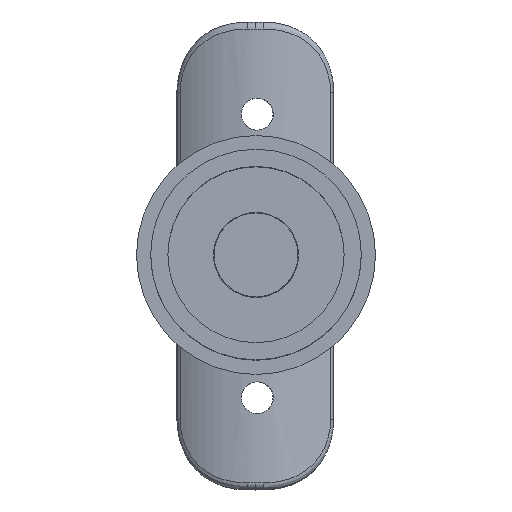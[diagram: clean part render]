
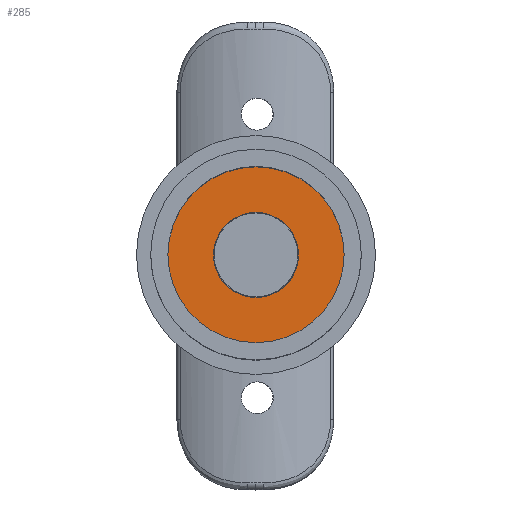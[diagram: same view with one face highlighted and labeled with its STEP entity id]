
A CAD part, top view. The second image highlights one B-rep face of the part: STEP entity #285.
In plain terms, the highlighted planar face has unit normal (0, 0, 1).
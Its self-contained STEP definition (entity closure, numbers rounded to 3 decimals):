
#156 = CIRCLE ( 'NONE', #3870, 12.427 ) ;
#285 = ADVANCED_FACE ( 'NONE', ( #4127, #4055 ), #3329, .T. ) ;
#628 = DIRECTION ( 'NONE',  ( 0., 0., -1. ) ) ;
#672 = DIRECTION ( 'NONE',  ( 0., 0., 1. ) ) ;
#689 = VERTEX_POINT ( 'NONE', #4504 ) ;
#716 = AXIS2_PLACEMENT_3D ( 'NONE', #2196, #3814, #3035 ) ;
#796 = ORIENTED_EDGE ( 'NONE', *, *, #2565, .F. ) ;
#1033 = VERTEX_POINT ( 'NONE', #2272 ) ;
#1053 = DIRECTION ( 'NONE',  ( 0., 0., -1. ) ) ;
#1131 = AXIS2_PLACEMENT_3D ( 'NONE', #4416, #628, #1705 ) ;
#1353 = VERTEX_POINT ( 'NONE', #4226 ) ;
#1408 = DIRECTION ( 'NONE',  ( -1., 0., 0. ) ) ;
#1698 = DIRECTION ( 'NONE',  ( 1., 0., 0. ) ) ;
#1705 = DIRECTION ( 'NONE',  ( -1., 0., 0. ) ) ;
#1706 = DIRECTION ( 'NONE',  ( 0., 0., -1. ) ) ;
#1768 = CIRCLE ( 'NONE', #2346, 12.427 ) ;
#2106 = CARTESIAN_POINT ( 'NONE',  ( 12.427, 0., 13.922 ) ) ;
#2145 = CARTESIAN_POINT ( 'NONE',  ( 0., 0., 13.922 ) ) ;
#2153 = EDGE_CURVE ( 'NONE', #1353, #689, #2577, .T. ) ;
#2196 = CARTESIAN_POINT ( 'NONE',  ( 0., 0., 13.922 ) ) ;
#2272 = CARTESIAN_POINT ( 'NONE',  ( -12.427, 0., 13.922 ) ) ;
#2346 = AXIS2_PLACEMENT_3D ( 'NONE', #2145, #1053, #1408 ) ;
#2409 = VERTEX_POINT ( 'NONE', #2106 ) ;
#2434 = AXIS2_PLACEMENT_3D ( 'NONE', #3695, #672, #1698 ) ;
#2565 = EDGE_CURVE ( 'NONE', #1033, #2409, #156, .T. ) ;
#2577 = CIRCLE ( 'NONE', #716, 6. ) ;
#2658 = ORIENTED_EDGE ( 'NONE', *, *, #3337, .F. ) ;
#2688 = CIRCLE ( 'NONE', #1131, 6. ) ;
#2808 = DIRECTION ( 'NONE',  ( -1., 0., 0. ) ) ;
#2877 = CARTESIAN_POINT ( 'NONE',  ( 0., 0., 13.922 ) ) ;
#3035 = DIRECTION ( 'NONE',  ( -1., 0., 0. ) ) ;
#3045 = ORIENTED_EDGE ( 'NONE', *, *, #4930, .T. ) ;
#3329 = PLANE ( 'NONE',  #2434 ) ;
#3337 = EDGE_CURVE ( 'NONE', #2409, #1033, #1768, .T. ) ;
#3371 = EDGE_LOOP ( 'NONE', ( #796, #2658 ) ) ;
#3695 = CARTESIAN_POINT ( 'NONE',  ( -6., 0., 13.922 ) ) ;
#3814 = DIRECTION ( 'NONE',  ( 0., 0., -1. ) ) ;
#3870 = AXIS2_PLACEMENT_3D ( 'NONE', #2877, #1706, #2808 ) ;
#4055 = FACE_OUTER_BOUND ( 'NONE', #3371, .T. ) ;
#4127 = FACE_BOUND ( 'NONE', #4222, .T. ) ;
#4222 = EDGE_LOOP ( 'NONE', ( #4659, #3045 ) ) ;
#4226 = CARTESIAN_POINT ( 'NONE',  ( -6., 0., 13.922 ) ) ;
#4416 = CARTESIAN_POINT ( 'NONE',  ( 0., 0., 13.922 ) ) ;
#4504 = CARTESIAN_POINT ( 'NONE',  ( 6., 0., 13.922 ) ) ;
#4659 = ORIENTED_EDGE ( 'NONE', *, *, #2153, .T. ) ;
#4930 = EDGE_CURVE ( 'NONE', #689, #1353, #2688, .T. ) ;
